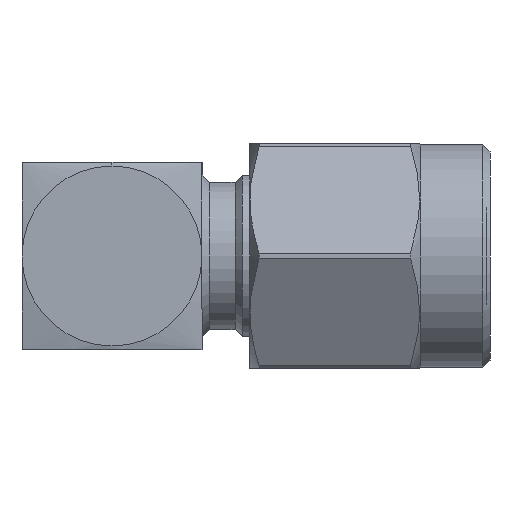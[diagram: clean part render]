
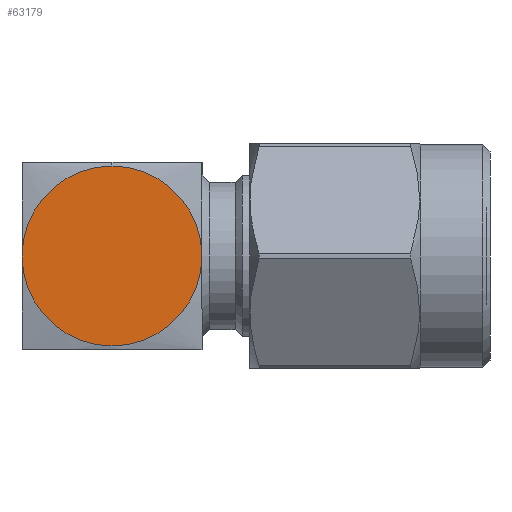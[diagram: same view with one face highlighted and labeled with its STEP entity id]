
A CAD part, left-side view. The second image highlights one B-rep face of the part: STEP entity #63179.
In plain terms, the highlighted planar face has unit normal (-1, 0, 0).
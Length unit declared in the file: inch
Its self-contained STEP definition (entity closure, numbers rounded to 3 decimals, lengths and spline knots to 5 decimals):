
#14433 = DIRECTION ( 'NONE',  ( 0., 0., -1. ) ) ;
#14665 = VERTEX_POINT ( 'NONE', #17846 ) ;
#17846 = CARTESIAN_POINT ( 'NONE',  ( -0.13, 0., -0.125 ) ) ;
#19366 = DIRECTION ( 'NONE',  ( -1., 0., 0. ) ) ;
#23249 = FACE_OUTER_BOUND ( 'NONE', #64522, .T. ) ;
#25198 = CIRCLE ( 'NONE', #48119, 0.125 ) ;
#31770 = CARTESIAN_POINT ( 'NONE',  ( -0.13, 0., 0. ) ) ;
#35524 = DIRECTION ( 'NONE',  ( 0., 0., -1. ) ) ;
#38052 = PLANE ( 'NONE',  #131170 ) ;
#42259 = CARTESIAN_POINT ( 'NONE',  ( -0.13, 0.125, 0. ) ) ;
#48119 = AXIS2_PLACEMENT_3D ( 'NONE', #138872, #19366, #125339 ) ;
#57191 = AXIS2_PLACEMENT_3D ( 'NONE', #31770, #139086, #75421 ) ;
#58971 = VERTEX_POINT ( 'NONE', #42259 ) ;
#60243 = DIRECTION ( 'NONE',  ( 1., 0., 0. ) ) ;
#62183 = CIRCLE ( 'NONE', #103312, 0.125 ) ;
#63179 = ADVANCED_FACE ( 'NONE', ( #23249 ), #38052, .F. ) ;
#64522 = EDGE_LOOP ( 'NONE', ( #115776, #113832, #90670 ) ) ;
#68606 = CIRCLE ( 'NONE', #57191, 0.125 ) ;
#75421 = DIRECTION ( 'NONE',  ( 0., 0., -1. ) ) ;
#77522 = VERTEX_POINT ( 'NONE', #110948 ) ;
#81705 = CARTESIAN_POINT ( 'NONE',  ( -0.13, -0.125, 0.13 ) ) ;
#90670 = ORIENTED_EDGE ( 'NONE', *, *, #118311, .F. ) ;
#103312 = AXIS2_PLACEMENT_3D ( 'NONE', #132815, #131405, #35524 ) ;
#110948 = CARTESIAN_POINT ( 'NONE',  ( -0.13, -0.125, 0. ) ) ;
#113832 = ORIENTED_EDGE ( 'NONE', *, *, #140071, .T. ) ;
#115776 = ORIENTED_EDGE ( 'NONE', *, *, #116641, .T. ) ;
#116641 = EDGE_CURVE ( 'NONE', #58971, #14665, #25198, .T. ) ;
#118311 = EDGE_CURVE ( 'NONE', #58971, #77522, #68606, .T. ) ;
#125339 = DIRECTION ( 'NONE',  ( 0., 0., -1. ) ) ;
#131170 = AXIS2_PLACEMENT_3D ( 'NONE', #81705, #60243, #14433 ) ;
#131405 = DIRECTION ( 'NONE',  ( -1., 0., 0. ) ) ;
#132815 = CARTESIAN_POINT ( 'NONE',  ( -0.13, 0., 0. ) ) ;
#138872 = CARTESIAN_POINT ( 'NONE',  ( -0.13, 0., 0. ) ) ;
#139086 = DIRECTION ( 'NONE',  ( 1., 0., 0. ) ) ;
#140071 = EDGE_CURVE ( 'NONE', #14665, #77522, #62183, .T. ) ;
